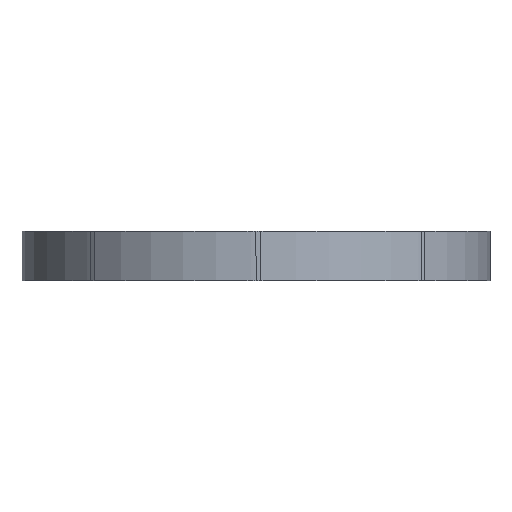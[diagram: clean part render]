
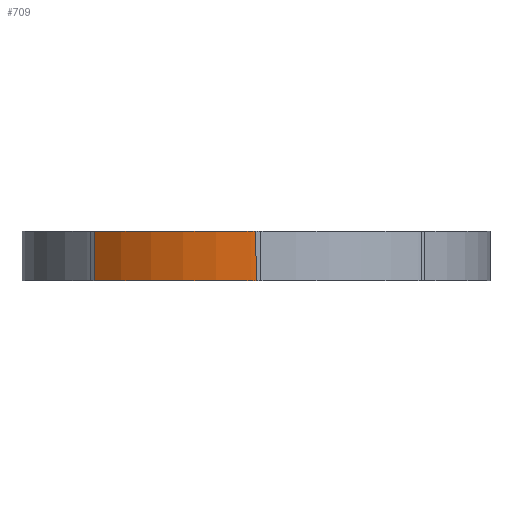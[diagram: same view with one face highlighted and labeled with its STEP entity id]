
A CAD part, left-side view. The second image highlights one B-rep face of the part: STEP entity #709.
In plain terms, the highlighted cylindrical face has radius 47 mm (diameter 94 mm), a partial arc.
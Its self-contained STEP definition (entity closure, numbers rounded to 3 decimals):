
#44 = CYLINDRICAL_SURFACE('',#45,47.);
#45 = AXIS2_PLACEMENT_3D('',#46,#47,#48);
#46 = CARTESIAN_POINT('',(0.,0.,0.));
#47 = DIRECTION('',(0.,0.,-1.));
#48 = DIRECTION('',(0.707,0.707,0.));
#73 = PLANE('',#74);
#74 = AXIS2_PLACEMENT_3D('',#75,#76,#77);
#75 = CARTESIAN_POINT('',(0.,0.,
    0.));
#76 = DIRECTION('',(0.,0.,-1.));
#77 = DIRECTION('',(0.,-1.,0.));
#162 = PLANE('',#163);
#163 = AXIS2_PLACEMENT_3D('',#164,#165,#166);
#164 = CARTESIAN_POINT('',(0.,0.,10.));
#165 = DIRECTION('',(0.,0.,1.));
#166 = DIRECTION('',(0.,1.,0.));
#631 = EDGE_CURVE('',#632,#634,#636,.T.);
#632 = VERTEX_POINT('',#633);
#633 = CARTESIAN_POINT('',(-33.934,32.519,
    0.));
#634 = VERTEX_POINT('',#635);
#635 = CARTESIAN_POINT('',(-33.934,32.519,10.));
#636 = SURFACE_CURVE('',#637,(#641,#648),.PCURVE_S1.);
#637 = LINE('',#638,#639);
#638 = CARTESIAN_POINT('',(-33.934,32.519,
    0.));
#639 = VECTOR('',#640,1.);
#640 = DIRECTION('',(0.,0.,1.));
#641 = PCURVE('',#44,#642);
#642 = DEFINITIONAL_REPRESENTATION('',(#643),#647);
#643 = LINE('',#644,#645);
#644 = CARTESIAN_POINT('',(-1.592,0.));
#645 = VECTOR('',#646,1.);
#646 = DIRECTION('',(-0.,-1.));
#647 = ( GEOMETRIC_REPRESENTATION_CONTEXT(2) 
PARAMETRIC_REPRESENTATION_CONTEXT() REPRESENTATION_CONTEXT('2D SPACE',''
  ) );
#648 = PCURVE('',#649,#654);
#649 = CYLINDRICAL_SURFACE('',#650,47.);
#650 = AXIS2_PLACEMENT_3D('',#651,#652,#653);
#651 = CARTESIAN_POINT('',(0.,0.,0.));
#652 = DIRECTION('',(0.,0.,-1.));
#653 = DIRECTION('',(0.,1.,0.));
#654 = DEFINITIONAL_REPRESENTATION('',(#655),#659);
#655 = LINE('',#656,#657);
#656 = CARTESIAN_POINT('',(-0.807,0.));
#657 = VECTOR('',#658,1.);
#658 = DIRECTION('',(-0.,-1.));
#659 = ( GEOMETRIC_REPRESENTATION_CONTEXT(2) 
PARAMETRIC_REPRESENTATION_CONTEXT() REPRESENTATION_CONTEXT('2D SPACE',''
  ) );
#709 = ADVANCED_FACE('',(#710),#649,.T.);
#710 = FACE_BOUND('',#711,.F.);
#711 = EDGE_LOOP('',(#712,#742,#770,#796,#797,#821));
#712 = ORIENTED_EDGE('',*,*,#713,.F.);
#713 = EDGE_CURVE('',#714,#716,#718,.T.);
#714 = VERTEX_POINT('',#715);
#715 = CARTESIAN_POINT('',(-47.,0.,0.)
  );
#716 = VERTEX_POINT('',#717);
#717 = CARTESIAN_POINT('',(-47.,0.,10.));
#718 = SURFACE_CURVE('',#719,(#723,#730),.PCURVE_S1.);
#719 = LINE('',#720,#721);
#720 = CARTESIAN_POINT('',(-47.,0.,0.)
  );
#721 = VECTOR('',#722,1.);
#722 = DIRECTION('',(0.,0.,1.));
#723 = PCURVE('',#649,#724);
#724 = DEFINITIONAL_REPRESENTATION('',(#725),#729);
#725 = LINE('',#726,#727);
#726 = CARTESIAN_POINT('',(-1.571,0.));
#727 = VECTOR('',#728,1.);
#728 = DIRECTION('',(-0.,-1.));
#729 = ( GEOMETRIC_REPRESENTATION_CONTEXT(2) 
PARAMETRIC_REPRESENTATION_CONTEXT() REPRESENTATION_CONTEXT('2D SPACE',''
  ) );
#730 = PCURVE('',#731,#736);
#731 = CYLINDRICAL_SURFACE('',#732,47.);
#732 = AXIS2_PLACEMENT_3D('',#733,#734,#735);
#733 = CARTESIAN_POINT('',(0.,0.,0.));
#734 = DIRECTION('',(0.,0.,-1.));
#735 = DIRECTION('',(0.,1.,0.));
#736 = DEFINITIONAL_REPRESENTATION('',(#737),#741);
#737 = LINE('',#738,#739);
#738 = CARTESIAN_POINT('',(-1.571,0.));
#739 = VECTOR('',#740,1.);
#740 = DIRECTION('',(-0.,-1.));
#741 = ( GEOMETRIC_REPRESENTATION_CONTEXT(2) 
PARAMETRIC_REPRESENTATION_CONTEXT() REPRESENTATION_CONTEXT('2D SPACE',''
  ) );
#742 = ORIENTED_EDGE('',*,*,#743,.F.);
#743 = EDGE_CURVE('',#744,#714,#746,.T.);
#744 = VERTEX_POINT('',#745);
#745 = CARTESIAN_POINT('',(-46.989,0.994,
    0.));
#746 = SURFACE_CURVE('',#747,(#752,#759),.PCURVE_S1.);
#747 = CIRCLE('',#748,47.);
#748 = AXIS2_PLACEMENT_3D('',#749,#750,#751);
#749 = CARTESIAN_POINT('',(0.,0.,0.));
#750 = DIRECTION('',(0.,0.,1.));
#751 = DIRECTION('',(0.,1.,0.));
#752 = PCURVE('',#649,#753);
#753 = DEFINITIONAL_REPRESENTATION('',(#754),#758);
#754 = LINE('',#755,#756);
#755 = CARTESIAN_POINT('',(-0.,0.));
#756 = VECTOR('',#757,1.);
#757 = DIRECTION('',(-1.,0.));
#758 = ( GEOMETRIC_REPRESENTATION_CONTEXT(2) 
PARAMETRIC_REPRESENTATION_CONTEXT() REPRESENTATION_CONTEXT('2D SPACE',''
  ) );
#759 = PCURVE('',#73,#760);
#760 = DEFINITIONAL_REPRESENTATION('',(#761),#769);
#761 = ( BOUNDED_CURVE() B_SPLINE_CURVE(2,(#762,#763,#764,#765,#766,#767
,#768),.UNSPECIFIED.,.T.,.F.) B_SPLINE_CURVE_WITH_KNOTS((1,2,2,2,2,1),(
    -2.094,0.,2.094,4.189,6.283,
8.378),.UNSPECIFIED.) CURVE() GEOMETRIC_REPRESENTATION_ITEM() 
RATIONAL_B_SPLINE_CURVE((1.,0.5,1.,0.5,1.,0.5,1.)) REPRESENTATION_ITEM(
  '') );
#762 = CARTESIAN_POINT('',(-47.,0.));
#763 = CARTESIAN_POINT('',(-47.,81.406));
#764 = CARTESIAN_POINT('',(23.5,40.703));
#765 = CARTESIAN_POINT('',(94.,0.));
#766 = CARTESIAN_POINT('',(23.5,-40.703));
#767 = CARTESIAN_POINT('',(-47.,-81.406));
#768 = CARTESIAN_POINT('',(-47.,0.));
#769 = ( GEOMETRIC_REPRESENTATION_CONTEXT(2) 
PARAMETRIC_REPRESENTATION_CONTEXT() REPRESENTATION_CONTEXT('2D SPACE',''
  ) );
#770 = ORIENTED_EDGE('',*,*,#771,.F.);
#771 = EDGE_CURVE('',#632,#744,#772,.T.);
#772 = SURFACE_CURVE('',#773,(#778,#785),.PCURVE_S1.);
#773 = CIRCLE('',#774,47.);
#774 = AXIS2_PLACEMENT_3D('',#775,#776,#777);
#775 = CARTESIAN_POINT('',(0.,0.,0.));
#776 = DIRECTION('',(0.,0.,1.));
#777 = DIRECTION('',(0.,1.,0.));
#778 = PCURVE('',#649,#779);
#779 = DEFINITIONAL_REPRESENTATION('',(#780),#784);
#780 = LINE('',#781,#782);
#781 = CARTESIAN_POINT('',(-0.,0.));
#782 = VECTOR('',#783,1.);
#783 = DIRECTION('',(-1.,0.));
#784 = ( GEOMETRIC_REPRESENTATION_CONTEXT(2) 
PARAMETRIC_REPRESENTATION_CONTEXT() REPRESENTATION_CONTEXT('2D SPACE',''
  ) );
#785 = PCURVE('',#73,#786);
#786 = DEFINITIONAL_REPRESENTATION('',(#787),#795);
#787 = ( BOUNDED_CURVE() B_SPLINE_CURVE(2,(#788,#789,#790,#791,#792,#793
,#794),.UNSPECIFIED.,.T.,.F.) B_SPLINE_CURVE_WITH_KNOTS((1,2,2,2,2,1),(
    -2.094,0.,2.094,4.189,6.283,
8.378),.UNSPECIFIED.) CURVE() GEOMETRIC_REPRESENTATION_ITEM() 
RATIONAL_B_SPLINE_CURVE((1.,0.5,1.,0.5,1.,0.5,1.)) REPRESENTATION_ITEM(
  '') );
#788 = CARTESIAN_POINT('',(-47.,0.));
#789 = CARTESIAN_POINT('',(-47.,81.406));
#790 = CARTESIAN_POINT('',(23.5,40.703));
#791 = CARTESIAN_POINT('',(94.,0.));
#792 = CARTESIAN_POINT('',(23.5,-40.703));
#793 = CARTESIAN_POINT('',(-47.,-81.406));
#794 = CARTESIAN_POINT('',(-47.,0.));
#795 = ( GEOMETRIC_REPRESENTATION_CONTEXT(2) 
PARAMETRIC_REPRESENTATION_CONTEXT() REPRESENTATION_CONTEXT('2D SPACE',''
  ) );
#796 = ORIENTED_EDGE('',*,*,#631,.T.);
#797 = ORIENTED_EDGE('',*,*,#798,.T.);
#798 = EDGE_CURVE('',#634,#799,#801,.T.);
#799 = VERTEX_POINT('',#800);
#800 = CARTESIAN_POINT('',(-46.989,0.994,10.));
#801 = SURFACE_CURVE('',#802,(#807,#814),.PCURVE_S1.);
#802 = CIRCLE('',#803,47.);
#803 = AXIS2_PLACEMENT_3D('',#804,#805,#806);
#804 = CARTESIAN_POINT('',(0.,0.,10.));
#805 = DIRECTION('',(0.,0.,1.));
#806 = DIRECTION('',(0.,1.,0.));
#807 = PCURVE('',#649,#808);
#808 = DEFINITIONAL_REPRESENTATION('',(#809),#813);
#809 = LINE('',#810,#811);
#810 = CARTESIAN_POINT('',(-0.,-10.));
#811 = VECTOR('',#812,1.);
#812 = DIRECTION('',(-1.,0.));
#813 = ( GEOMETRIC_REPRESENTATION_CONTEXT(2) 
PARAMETRIC_REPRESENTATION_CONTEXT() REPRESENTATION_CONTEXT('2D SPACE',''
  ) );
#814 = PCURVE('',#162,#815);
#815 = DEFINITIONAL_REPRESENTATION('',(#816),#820);
#816 = CIRCLE('',#817,47.);
#817 = AXIS2_PLACEMENT_2D('',#818,#819);
#818 = CARTESIAN_POINT('',(0.,0.));
#819 = DIRECTION('',(1.,0.));
#820 = ( GEOMETRIC_REPRESENTATION_CONTEXT(2) 
PARAMETRIC_REPRESENTATION_CONTEXT() REPRESENTATION_CONTEXT('2D SPACE',''
  ) );
#821 = ORIENTED_EDGE('',*,*,#822,.T.);
#822 = EDGE_CURVE('',#799,#716,#823,.T.);
#823 = SURFACE_CURVE('',#824,(#829,#836),.PCURVE_S1.);
#824 = CIRCLE('',#825,47.);
#825 = AXIS2_PLACEMENT_3D('',#826,#827,#828);
#826 = CARTESIAN_POINT('',(0.,0.,10.));
#827 = DIRECTION('',(0.,0.,1.));
#828 = DIRECTION('',(0.,1.,0.));
#829 = PCURVE('',#649,#830);
#830 = DEFINITIONAL_REPRESENTATION('',(#831),#835);
#831 = LINE('',#832,#833);
#832 = CARTESIAN_POINT('',(-0.,-10.));
#833 = VECTOR('',#834,1.);
#834 = DIRECTION('',(-1.,0.));
#835 = ( GEOMETRIC_REPRESENTATION_CONTEXT(2) 
PARAMETRIC_REPRESENTATION_CONTEXT() REPRESENTATION_CONTEXT('2D SPACE',''
  ) );
#836 = PCURVE('',#162,#837);
#837 = DEFINITIONAL_REPRESENTATION('',(#838),#842);
#838 = CIRCLE('',#839,47.);
#839 = AXIS2_PLACEMENT_2D('',#840,#841);
#840 = CARTESIAN_POINT('',(0.,0.));
#841 = DIRECTION('',(1.,0.));
#842 = ( GEOMETRIC_REPRESENTATION_CONTEXT(2) 
PARAMETRIC_REPRESENTATION_CONTEXT() REPRESENTATION_CONTEXT('2D SPACE',''
  ) );
